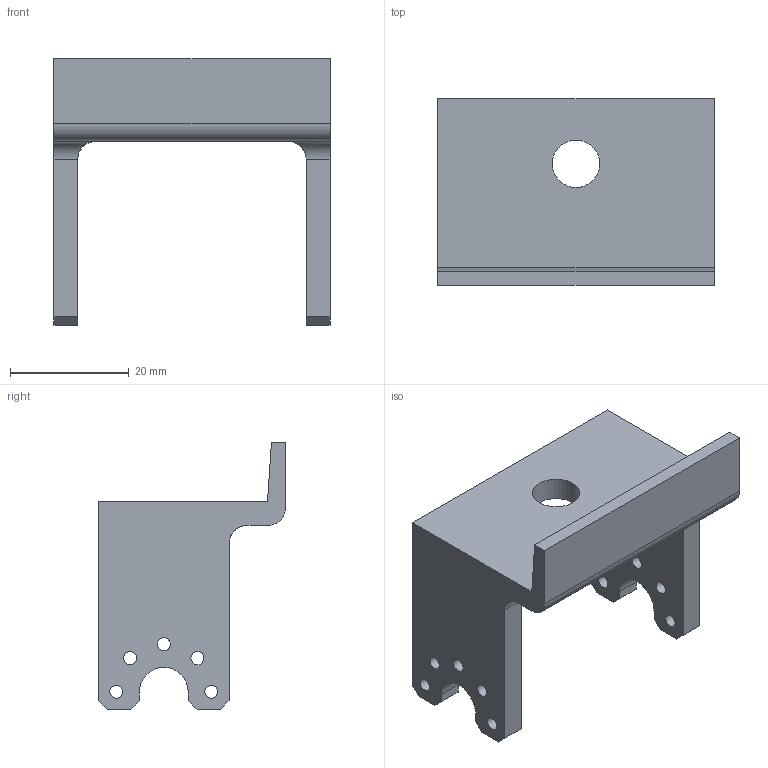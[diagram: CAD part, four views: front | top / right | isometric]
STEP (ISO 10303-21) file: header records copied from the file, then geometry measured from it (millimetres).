
FILE_DESCRIPTION(/* description */ ('Unknown'),/* implementation_level */ '2;1');
FILE_NAME(/* name */ 'FR12-H101-forZED',/* time_stamp */ '2017-12-12T19:10:40-05:00',/* author */ ('Unknown'),/* organization */ ('Unknown'),/* preprocessor_version */ 'ST-DEVELOPER v16.7',/* originating_system */ 'DEX',/* authorisation */ $);
FILE_SCHEMA (('AUTOMOTIVE_DESIGN {1 0 10303 214 3 1 1}'));
Length unit declared in the file: millimetre
Products named in the file (1): FR12-H101-forZED
Bounding box: 46.5 x 31.5 x 44.98 mm (x, y, z)
Volume: 11784.5 mm3; surface area: 7644.8 mm2
Topology: 1 solids, 1 shells, 46 faces, 130 edges, 86 vertices
Faces by surface type: plane 28, cylinder 18
Full cylindrical faces by diameter (mm): 2.2 x10, 8 x1
Entity records: 1513 total; most frequent: CARTESIAN_POINT 252, DIRECTION 247, ORIENTED_EDGE 238, EDGE_CURVE 119, VERTEX_POINT 86, LINE 85, VECTOR 85, AXIS2_PLACEMENT_3D 81
